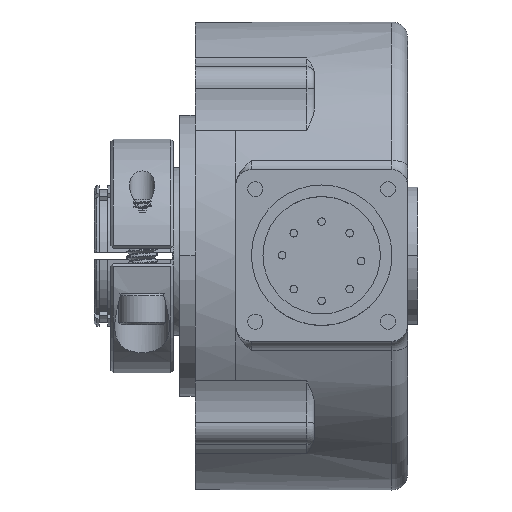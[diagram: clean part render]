
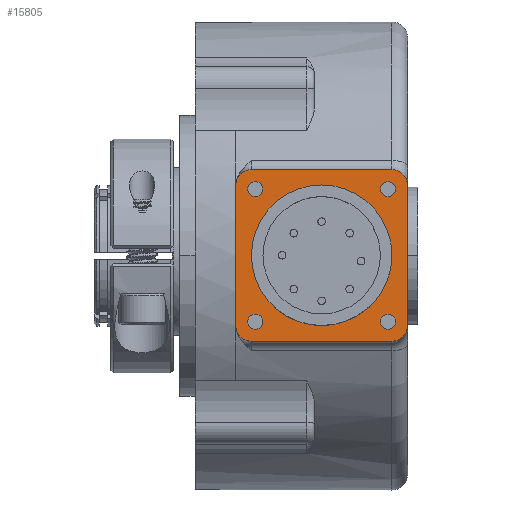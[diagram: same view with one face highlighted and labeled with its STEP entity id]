
A CAD part, top view. The second image highlights one B-rep face of the part: STEP entity #15805.
In plain terms, the highlighted planar face has unit normal (0, 0, 1).
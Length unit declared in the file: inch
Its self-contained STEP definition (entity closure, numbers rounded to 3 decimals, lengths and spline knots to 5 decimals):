
#427=DIRECTION('',(0.,1.,0.));
#428=VECTOR('',#427,1.125);
#429=CARTESIAN_POINT('',(0.34729,-0.56251,2.81));
#430=LINE('',#429,#428);
#449=DIRECTION('',(1.,0.,0.));
#450=VECTOR('',#449,1.125);
#451=CARTESIAN_POINT('',(0.47243,0.68749,2.81));
#452=LINE('',#451,#450);
#461=DIRECTION('',(0.,-1.,0.));
#462=VECTOR('',#461,1.125);
#463=CARTESIAN_POINT('',(1.72243,0.56249,2.81));
#464=LINE('',#463,#462);
#502=DIRECTION('',(-1.,0.,0.));
#503=VECTOR('',#502,1.125);
#504=CARTESIAN_POINT('',(1.59743,-0.68751,2.81));
#505=LINE('',#504,#503);
#510=CARTESIAN_POINT('',(0.47243,-0.5625,2.81));
#511=DIRECTION('',(0.,0.,1.));
#512=DIRECTION('',(-1.,0.,0.));
#513=AXIS2_PLACEMENT_3D('',#510,#511,#512);
#515=CARTESIAN_POINT('',(0.47243,0.5625,2.81));
#516=DIRECTION('',(0.,0.,1.));
#517=DIRECTION('',(0.,1.,0.));
#518=AXIS2_PLACEMENT_3D('',#515,#516,#517);
#520=CARTESIAN_POINT('',(1.59743,0.5625,2.81));
#521=DIRECTION('',(0.,0.,1.));
#522=DIRECTION('',(1.,0.,0.));
#523=AXIS2_PLACEMENT_3D('',#520,#521,#522);
#525=CARTESIAN_POINT('',(1.59743,-0.5625,2.81));
#526=DIRECTION('',(0.,0.,1.));
#527=DIRECTION('',(0.,-1.,0.));
#528=AXIS2_PLACEMENT_3D('',#525,#526,#527);
#530=CARTESIAN_POINT('',(0.50393,-0.53102,2.81));
#531=DIRECTION('',(0.,0.,-1.));
#532=DIRECTION('',(1.,0.,0.));
#533=AXIS2_PLACEMENT_3D('',#530,#531,#532);
#535=CARTESIAN_POINT('',(0.50393,-0.53102,2.81));
#536=DIRECTION('',(0.,0.,-1.));
#537=DIRECTION('',(-1.,0.,0.));
#538=AXIS2_PLACEMENT_3D('',#535,#536,#537);
#540=CARTESIAN_POINT('',(1.56593,0.53098,2.81));
#541=DIRECTION('',(0.,0.,-1.));
#542=DIRECTION('',(1.,0.,0.));
#543=AXIS2_PLACEMENT_3D('',#540,#541,#542);
#545=CARTESIAN_POINT('',(1.56593,0.53098,2.81));
#546=DIRECTION('',(0.,0.,-1.));
#547=DIRECTION('',(-1.,0.,0.));
#548=AXIS2_PLACEMENT_3D('',#545,#546,#547);
#550=CARTESIAN_POINT('',(1.03493,-0.00002,2.81));
#551=DIRECTION('',(0.,0.,-1.));
#552=DIRECTION('',(1.,0.,0.));
#553=AXIS2_PLACEMENT_3D('',#550,#551,#552);
#555=CARTESIAN_POINT('',(1.03493,-0.00002,2.81));
#556=DIRECTION('',(0.,0.,-1.));
#557=DIRECTION('',(-1.,0.,0.));
#558=AXIS2_PLACEMENT_3D('',#555,#556,#557);
#560=CARTESIAN_POINT('',(1.56593,-0.53102,2.81));
#561=DIRECTION('',(0.,0.,-1.));
#562=DIRECTION('',(1.,0.,0.));
#563=AXIS2_PLACEMENT_3D('',#560,#561,#562);
#565=CARTESIAN_POINT('',(1.56593,-0.53102,2.81));
#566=DIRECTION('',(0.,0.,-1.));
#567=DIRECTION('',(-1.,0.,0.));
#568=AXIS2_PLACEMENT_3D('',#565,#566,#567);
#570=CARTESIAN_POINT('',(0.50393,0.53098,2.81));
#571=DIRECTION('',(0.,0.,-1.));
#572=DIRECTION('',(1.,0.,0.));
#573=AXIS2_PLACEMENT_3D('',#570,#571,#572);
#575=CARTESIAN_POINT('',(0.50393,0.53098,2.81));
#576=DIRECTION('',(0.,0.,-1.));
#577=DIRECTION('',(-1.,0.,0.));
#578=AXIS2_PLACEMENT_3D('',#575,#576,#577);
#15089=CARTESIAN_POINT('',(0.34729,-0.56251,2.81));
#15090=CARTESIAN_POINT('',(0.34729,0.56249,2.81));
#15091=VERTEX_POINT('',#15089);
#15092=VERTEX_POINT('',#15090);
#15093=CARTESIAN_POINT('',(0.47243,-0.6875,2.81));
#15094=VERTEX_POINT('',#15093);
#15095=CARTESIAN_POINT('',(1.59743,-0.68751,2.81));
#15096=VERTEX_POINT('',#15095);
#15097=CARTESIAN_POINT('',(1.72243,-0.56252,2.81));
#15098=VERTEX_POINT('',#15097);
#15099=CARTESIAN_POINT('',(1.72243,0.56248,2.81));
#15100=CARTESIAN_POINT('',(1.59743,0.6875,2.81));
#15101=VERTEX_POINT('',#15099);
#15102=VERTEX_POINT('',#15100);
#15103=CARTESIAN_POINT('',(0.47243,0.6875,2.81));
#15104=VERTEX_POINT('',#15103);
#15177=CARTESIAN_POINT('',(0.56393,0.53098,2.81));
#15178=CARTESIAN_POINT('',(0.44393,0.53098,2.81));
#15179=VERTEX_POINT('',#15177);
#15180=VERTEX_POINT('',#15178);
#15181=CARTESIAN_POINT('',(0.56393,-0.53102,2.81));
#15182=CARTESIAN_POINT('',(0.44393,-0.53102,2.81));
#15183=VERTEX_POINT('',#15181);
#15184=VERTEX_POINT('',#15182);
#15185=CARTESIAN_POINT('',(1.62593,-0.53102,2.81));
#15186=CARTESIAN_POINT('',(1.50593,-0.53102,2.81));
#15187=VERTEX_POINT('',#15185);
#15188=VERTEX_POINT('',#15186);
#15189=CARTESIAN_POINT('',(1.62593,0.53098,2.81));
#15190=CARTESIAN_POINT('',(1.50593,0.53098,2.81));
#15191=VERTEX_POINT('',#15189);
#15192=VERTEX_POINT('',#15190);
#15193=CARTESIAN_POINT('',(0.47243,-0.00002,2.81));
#15195=VERTEX_POINT('',#15193);
#15197=CARTESIAN_POINT('',(1.59743,-0.00002,2.81));
#15199=VERTEX_POINT('',#15197);
#15760=CARTESIAN_POINT('',(0.34743,-0.68752,2.81));
#15761=DIRECTION('',(0.,0.,1.));
#15762=DIRECTION('',(1.,0.,0.));
#15763=AXIS2_PLACEMENT_3D('',#15760,#15761,#15762);
#15764=PLANE('',#15763);
#15765=ORIENTED_EDGE('',*,*,#15738,.T.);
#15766=ORIENTED_EDGE('',*,*,#15752,.F.);
#15767=ORIENTED_EDGE('',*,*,#15634,.T.);
#15768=ORIENTED_EDGE('',*,*,#15653,.F.);
#15769=ORIENTED_EDGE('',*,*,#15668,.T.);
#15770=ORIENTED_EDGE('',*,*,#15683,.F.);
#15771=ORIENTED_EDGE('',*,*,#15698,.T.);
#15772=ORIENTED_EDGE('',*,*,#15723,.F.);
#15773=EDGE_LOOP('',(#15765,#15766,#15767,#15768,#15769,#15770,#15771,#15772));
#15774=FACE_OUTER_BOUND('',#15773,.F.);
#15776=ORIENTED_EDGE('',*,*,#15775,.F.);
#15778=ORIENTED_EDGE('',*,*,#15777,.F.);
#15779=EDGE_LOOP('',(#15776,#15778));
#15780=FACE_BOUND('',#15779,.F.);
#15782=ORIENTED_EDGE('',*,*,#15781,.F.);
#15784=ORIENTED_EDGE('',*,*,#15783,.F.);
#15785=EDGE_LOOP('',(#15782,#15784));
#15786=FACE_BOUND('',#15785,.F.);
#15788=ORIENTED_EDGE('',*,*,#15787,.F.);
#15790=ORIENTED_EDGE('',*,*,#15789,.F.);
#15791=EDGE_LOOP('',(#15788,#15790));
#15792=FACE_BOUND('',#15791,.F.);
#15794=ORIENTED_EDGE('',*,*,#15793,.F.);
#15796=ORIENTED_EDGE('',*,*,#15795,.F.);
#15797=EDGE_LOOP('',(#15794,#15796));
#15798=FACE_BOUND('',#15797,.F.);
#15800=ORIENTED_EDGE('',*,*,#15799,.F.);
#15802=ORIENTED_EDGE('',*,*,#15801,.F.);
#15803=EDGE_LOOP('',(#15800,#15802));
#15804=FACE_BOUND('',#15803,.F.);
#15805=ADVANCED_FACE('',(#15774,#15780,#15786,#15792,#15798,#15804),#15764,.T.);
#514=CIRCLE('',#513,0.125);
#519=CIRCLE('',#518,0.125);
#524=CIRCLE('',#523,0.125);
#529=CIRCLE('',#528,0.125);
#534=CIRCLE('',#533,0.06);
#539=CIRCLE('',#538,0.06);
#544=CIRCLE('',#543,0.06);
#549=CIRCLE('',#548,0.06);
#554=CIRCLE('',#553,0.5625);
#559=CIRCLE('',#558,0.5625);
#564=CIRCLE('',#563,0.06);
#569=CIRCLE('',#568,0.06);
#574=CIRCLE('',#573,0.06);
#579=CIRCLE('',#578,0.06);
#15634=EDGE_CURVE('',#15091,#15092,#430,.T.);
#15653=EDGE_CURVE('',#15104,#15092,#519,.T.);
#15668=EDGE_CURVE('',#15104,#15102,#452,.T.);
#15683=EDGE_CURVE('',#15101,#15102,#524,.T.);
#15698=EDGE_CURVE('',#15101,#15098,#464,.T.);
#15723=EDGE_CURVE('',#15096,#15098,#529,.T.);
#15738=EDGE_CURVE('',#15096,#15094,#505,.T.);
#15752=EDGE_CURVE('',#15091,#15094,#514,.T.);
#15775=EDGE_CURVE('',#15183,#15184,#534,.T.);
#15777=EDGE_CURVE('',#15184,#15183,#539,.T.);
#15781=EDGE_CURVE('',#15191,#15192,#544,.T.);
#15783=EDGE_CURVE('',#15192,#15191,#549,.T.);
#15787=EDGE_CURVE('',#15199,#15195,#554,.T.);
#15789=EDGE_CURVE('',#15195,#15199,#559,.T.);
#15793=EDGE_CURVE('',#15187,#15188,#564,.T.);
#15795=EDGE_CURVE('',#15188,#15187,#569,.T.);
#15799=EDGE_CURVE('',#15179,#15180,#574,.T.);
#15801=EDGE_CURVE('',#15180,#15179,#579,.T.);
